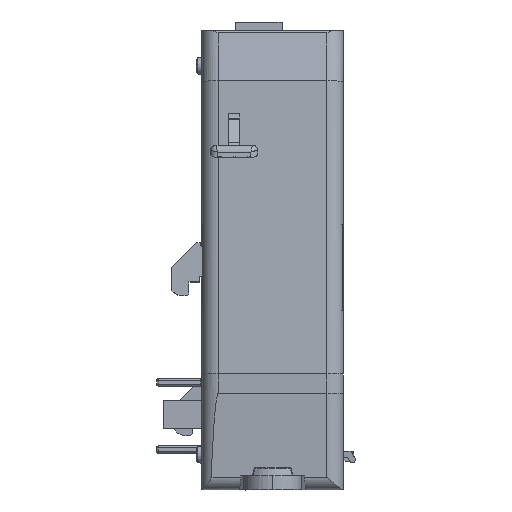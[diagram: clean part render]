
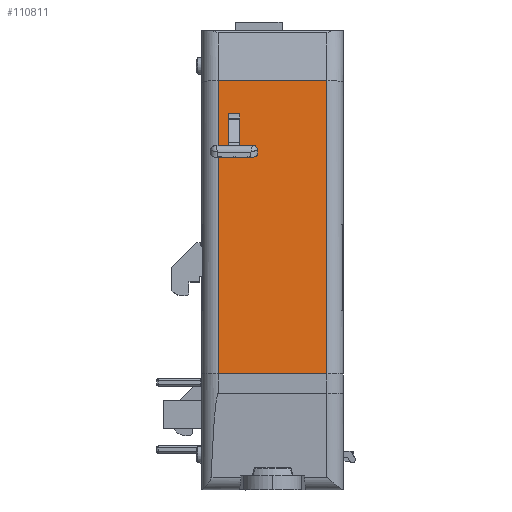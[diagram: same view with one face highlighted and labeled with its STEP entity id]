
A CAD part, front view. The second image highlights one B-rep face of the part: STEP entity #110811.
In plain terms, the highlighted planar face has unit normal (0, -0.999, 0.044).
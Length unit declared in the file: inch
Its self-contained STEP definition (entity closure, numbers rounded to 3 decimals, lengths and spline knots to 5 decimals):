
#1872 = CARTESIAN_POINT ( 'NONE',  ( -0.24746, -1.82827, -2.33452 ) ) ;
#7767 = CARTESIAN_POINT ( 'NONE',  ( 0.63541, -1.82827, -2.33452 ) ) ;
#8589 = EDGE_CURVE ( 'NONE', #170861, #26636, #79467, .T. ) ;
#11384 = LINE ( 'NONE', #154883, #136637 ) ;
#14585 = EDGE_CURVE ( 'NONE', #168485, #84914, #100342, .T. ) ;
#15812 = LINE ( 'NONE', #155102, #69259 ) ;
#18734 = VECTOR ( 'NONE', #102583, 39.37008 ) ;
#22306 = VERTEX_POINT ( 'NONE', #114282 ) ;
#26636 = VERTEX_POINT ( 'NONE', #58805 ) ;
#30554 = DIRECTION ( 'NONE',  ( -1., 0., 0. ) ) ;
#35414 = CARTESIAN_POINT ( 'NONE',  ( -0.09629, -1.75976, -0.76539 ) ) ;
#38603 = EDGE_CURVE ( 'NONE', #168485, #60071, #15812, .T. ) ;
#49137 = DIRECTION ( 'NONE',  ( 0., -0.044, -0.999 ) ) ;
#50371 = EDGE_CURVE ( 'NONE', #109539, #99375, #11384, .T. ) ;
#51625 = ORIENTED_EDGE ( 'NONE', *, *, #98079, .F. ) ;
#53429 = EDGE_LOOP ( 'NONE', ( #51625, #102783, #162183, #145184 ) ) ;
#57991 = CARTESIAN_POINT ( 'NONE',  ( -0.13567, -1.74776, -0.49051 ) ) ;
#58262 = LINE ( 'NONE', #57991, #18734 ) ;
#58805 = CARTESIAN_POINT ( 'NONE',  ( 0.51828, -1.73772, -0.26054 ) ) ;
#60071 = VERTEX_POINT ( 'NONE', #35414 ) ;
#66964 = CARTESIAN_POINT ( 'NONE',  ( -0.17505, -1.92586, -4.56957 ) ) ;
#68607 = LINE ( 'NONE', #164708, #108026 ) ;
#69259 = VECTOR ( 'NONE', #127072, 39.37008 ) ;
#75555 = AXIS2_PLACEMENT_3D ( 'NONE', #183249, #78362, #49137 ) ;
#77860 = ORIENTED_EDGE ( 'NONE', *, *, #8589, .T. ) ;
#78362 = DIRECTION ( 'NONE',  ( 0., -0.999, 0.044 ) ) ;
#78657 = DIRECTION ( 'NONE',  ( 0., 0.044, 0.999 ) ) ;
#79467 = LINE ( 'NONE', #148290, #178901 ) ;
#80325 = DIRECTION ( 'NONE',  ( 0., -0.044, -0.999 ) ) ;
#84914 = VERTEX_POINT ( 'NONE', #184027 ) ;
#88840 = CARTESIAN_POINT ( 'NONE',  ( -0.17505, -1.75976, -0.76539 ) ) ;
#94843 = CARTESIAN_POINT ( 'NONE',  ( -0.24746, -1.73772, -0.26054 ) ) ;
#95775 = ORIENTED_EDGE ( 'NONE', *, *, #50371, .T. ) ;
#95793 = EDGE_CURVE ( 'NONE', #22306, #60071, #128699, .T. ) ;
#97731 = CARTESIAN_POINT ( 'NONE',  ( -0.09629, -1.92586, -4.56957 ) ) ;
#98079 = EDGE_CURVE ( 'NONE', #22306, #84914, #58262, .T. ) ;
#99259 = CARTESIAN_POINT ( 'NONE',  ( 0.51828, -1.82827, -2.33452 ) ) ;
#99375 = VERTEX_POINT ( 'NONE', #1872 ) ;
#100342 = LINE ( 'NONE', #66964, #190669 ) ;
#102583 = DIRECTION ( 'NONE',  ( -1., 0., 0. ) ) ;
#102783 = ORIENTED_EDGE ( 'NONE', *, *, #95793, .T. ) ;
#108026 = VECTOR ( 'NONE', #30554, 39.37008 ) ;
#109539 = VERTEX_POINT ( 'NONE', #94843 ) ;
#110811 = ADVANCED_FACE ( 'NONE', ( #180197, #147794 ), #167054, .T. ) ;
#114282 = CARTESIAN_POINT ( 'NONE',  ( -0.09629, -1.74776, -0.49051 ) ) ;
#116558 = DIRECTION ( 'NONE',  ( 0., 0.044, 0.999 ) ) ;
#118883 = EDGE_CURVE ( 'NONE', #26636, #109539, #68607, .T. ) ;
#127072 = DIRECTION ( 'NONE',  ( 1., 0., 0. ) ) ;
#128699 = LINE ( 'NONE', #97731, #140311 ) ;
#128864 = VECTOR ( 'NONE', #154244, 39.37008 ) ;
#131584 = EDGE_CURVE ( 'NONE', #170861, #99375, #170608, .T. ) ;
#136637 = VECTOR ( 'NONE', #139889, 39.37008 ) ;
#139889 = DIRECTION ( 'NONE',  ( 0., -0.044, -0.999 ) ) ;
#140311 = VECTOR ( 'NONE', #80325, 39.37008 ) ;
#145184 = ORIENTED_EDGE ( 'NONE', *, *, #14585, .T. ) ;
#147794 = FACE_BOUND ( 'NONE', #53429, .T. ) ;
#148290 = CARTESIAN_POINT ( 'NONE',  ( 0.51828, -1.92586, -4.56957 ) ) ;
#154244 = DIRECTION ( 'NONE',  ( -1., 0., 0. ) ) ;
#154883 = CARTESIAN_POINT ( 'NONE',  ( -0.24746, -1.82827, -2.33452 ) ) ;
#155102 = CARTESIAN_POINT ( 'NONE',  ( 0.63541, -1.75976, -0.76539 ) ) ;
#162183 = ORIENTED_EDGE ( 'NONE', *, *, #38603, .F. ) ;
#163319 = ORIENTED_EDGE ( 'NONE', *, *, #118883, .T. ) ;
#164708 = CARTESIAN_POINT ( 'NONE',  ( 0.63541, -1.73772, -0.26054 ) ) ;
#166639 = EDGE_LOOP ( 'NONE', ( #180609, #77860, #163319, #95775 ) ) ;
#167054 = PLANE ( 'NONE',  #75555 ) ;
#168485 = VERTEX_POINT ( 'NONE', #88840 ) ;
#170608 = LINE ( 'NONE', #7767, #128864 ) ;
#170861 = VERTEX_POINT ( 'NONE', #99259 ) ;
#178901 = VECTOR ( 'NONE', #116558, 39.37008 ) ;
#180197 = FACE_OUTER_BOUND ( 'NONE', #166639, .T. ) ;
#180609 = ORIENTED_EDGE ( 'NONE', *, *, #131584, .F. ) ;
#183249 = CARTESIAN_POINT ( 'NONE',  ( 0.63541, -1.92586, -4.56957 ) ) ;
#184027 = CARTESIAN_POINT ( 'NONE',  ( -0.17505, -1.74776, -0.49051 ) ) ;
#190669 = VECTOR ( 'NONE', #78657, 39.37008 ) ;
